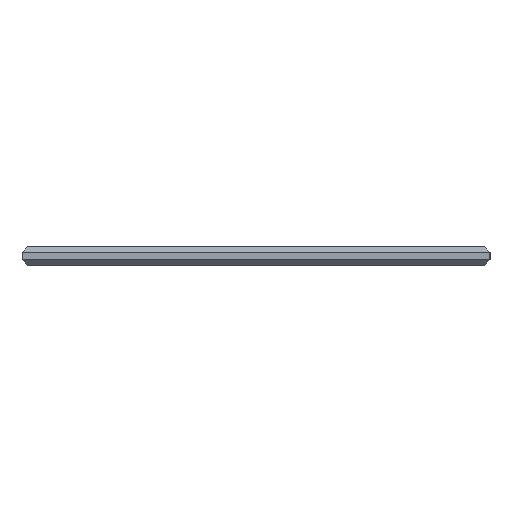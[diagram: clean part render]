
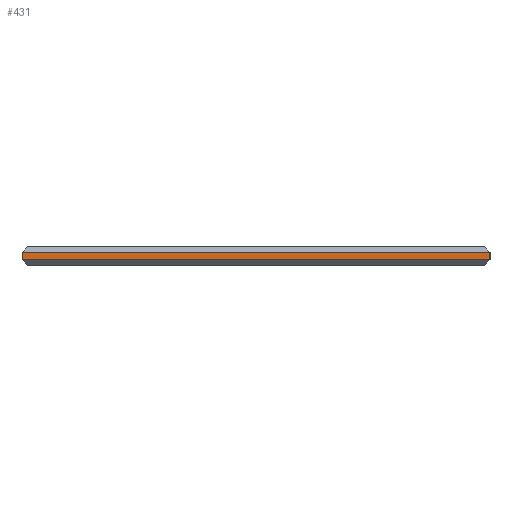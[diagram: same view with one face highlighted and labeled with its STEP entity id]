
A CAD part, left-side view. The second image highlights one B-rep face of the part: STEP entity #431.
In plain terms, the highlighted planar face has unit normal (-1, 0, 0).
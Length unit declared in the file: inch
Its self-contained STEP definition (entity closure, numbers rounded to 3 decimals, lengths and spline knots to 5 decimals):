
#329 = EDGE_CURVE ( 'NONE', #336, #495, #2717, .T. ) ;
#336 = VERTEX_POINT ( 'NONE', #2828 ) ;
#418 = VERTEX_POINT ( 'NONE', #3020 ) ;
#422 = EDGE_CURVE ( 'NONE', #418, #336, #3039, .T. ) ;
#427 = EDGE_LOOP ( 'NONE', ( #469, #472, #471, #470 ) ) ;
#429 = EDGE_CURVE ( 'NONE', #430, #495, #3092, .T. ) ;
#430 = VERTEX_POINT ( 'NONE', #3029 ) ;
#431 = ADVANCED_FACE ( 'NONE', ( #3046 ), #3030, .F. ) ;
#469 = ORIENTED_EDGE ( 'NONE', *, *, #422, .T. ) ;
#470 = ORIENTED_EDGE ( 'NONE', *, *, #473, .T. ) ;
#471 = ORIENTED_EDGE ( 'NONE', *, *, #429, .F. ) ;
#472 = ORIENTED_EDGE ( 'NONE', *, *, #329, .T. ) ;
#473 = EDGE_CURVE ( 'NONE', #430, #418, #3379, .T. ) ;
#495 = VERTEX_POINT ( 'NONE', #3349 ) ;
#2717 = LINE ( 'NONE', #2885, #2830 ) ;
#2828 = CARTESIAN_POINT ( 'NONE',  ( 0., 0.98425, 0.01181 ) ) ;
#2829 = DIRECTION ( 'NONE',  ( 0., -1., 0. ) ) ;
#2830 = VECTOR ( 'NONE', #2829, 39.37008 ) ;
#2885 = CARTESIAN_POINT ( 'NONE',  ( 0., 0., 0.01181 ) ) ;
#3020 = CARTESIAN_POINT ( 'NONE',  ( 0., 0.98425, 0.02756 ) ) ;
#3029 = CARTESIAN_POINT ( 'NONE',  ( 0., 0., 0.02756 ) ) ;
#3030 = PLANE ( 'NONE',  #3040 ) ;
#3035 = CARTESIAN_POINT ( 'NONE',  ( 0., 0., 0.03937 ) ) ;
#3037 = DIRECTION ( 'NONE',  ( 0., 0., -1. ) ) ;
#3038 = VECTOR ( 'NONE', #3037, 39.37008 ) ;
#3039 = LINE ( 'NONE', #3055, #3038 ) ;
#3040 = AXIS2_PLACEMENT_3D ( 'NONE', #3086, #3085, #3084 ) ;
#3046 = FACE_OUTER_BOUND ( 'NONE', #427, .T. ) ;
#3055 = CARTESIAN_POINT ( 'NONE',  ( 0., 0.98425, 0.03937 ) ) ;
#3084 = DIRECTION ( 'NONE',  ( 0., 0., -1. ) ) ;
#3085 = DIRECTION ( 'NONE',  ( 1., 0., 0. ) ) ;
#3086 = CARTESIAN_POINT ( 'NONE',  ( 0., 0., 0.03937 ) ) ;
#3090 = DIRECTION ( 'NONE',  ( 0., 0., -1. ) ) ;
#3091 = VECTOR ( 'NONE', #3090, 39.37008 ) ;
#3092 = LINE ( 'NONE', #3035, #3091 ) ;
#3343 = DIRECTION ( 'NONE',  ( 0., 1., 0. ) ) ;
#3344 = VECTOR ( 'NONE', #3343, 39.37008 ) ;
#3345 = CARTESIAN_POINT ( 'NONE',  ( 0., 0., 0.02756 ) ) ;
#3349 = CARTESIAN_POINT ( 'NONE',  ( 0., 0., 0.01181 ) ) ;
#3379 = LINE ( 'NONE', #3345, #3344 ) ;
